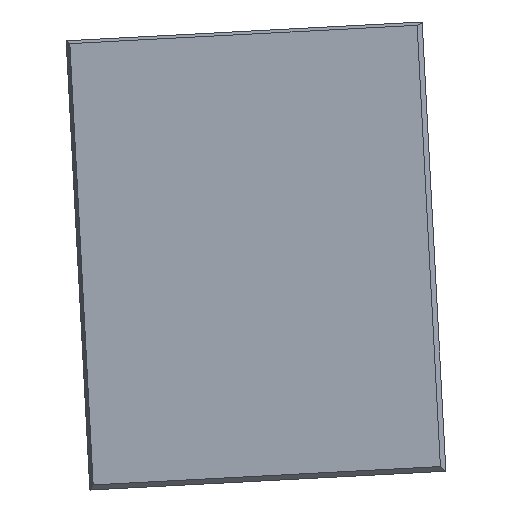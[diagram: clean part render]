
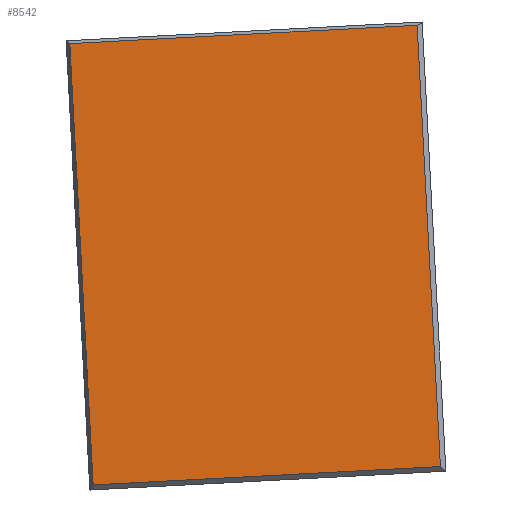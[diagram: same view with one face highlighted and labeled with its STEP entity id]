
A CAD part, left-side view. The second image highlights one B-rep face of the part: STEP entity #8542.
In plain terms, the highlighted planar face has unit normal (-1, 0, 0).
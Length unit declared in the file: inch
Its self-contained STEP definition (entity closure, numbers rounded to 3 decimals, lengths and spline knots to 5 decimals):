
#372 = FACE_OUTER_BOUND ( 'NONE', #6516, .T. ) ;
#865 = ORIENTED_EDGE ( 'NONE', *, *, #7115, .T. ) ;
#904 = DIRECTION ( 'NONE',  ( 0., 0.999, -0.053 ) ) ;
#1359 = EDGE_CURVE ( 'NONE', #14917, #1387, #10526, .T. ) ;
#1387 = VERTEX_POINT ( 'NONE', #13030 ) ;
#1478 = CARTESIAN_POINT ( 'NONE',  ( -0.78894, 0.28042, 2.17561 ) ) ;
#1651 = VECTOR ( 'NONE', #10840, 39.37008 ) ;
#2324 = CARTESIAN_POINT ( 'NONE',  ( -0.78894, 0.38708, 3.81366 ) ) ;
#2714 = DIRECTION ( 'NONE',  ( 0., -0.999, 0.053 ) ) ;
#3137 = DIRECTION ( 'NONE',  ( 0., 0.053, 0.999 ) ) ;
#3612 = VERTEX_POINT ( 'NONE', #8059 ) ;
#4636 = DIRECTION ( 'NONE',  ( 0., 0.053, 0.999 ) ) ;
#4715 = ORIENTED_EDGE ( 'NONE', *, *, #16403, .T. ) ;
#5004 = AXIS2_PLACEMENT_3D ( 'NONE', #15794, #5491, #3137 ) ;
#5491 = DIRECTION ( 'NONE',  ( -1., 0., 0. ) ) ;
#6147 = VERTEX_POINT ( 'NONE', #7783 ) ;
#6516 = EDGE_LOOP ( 'NONE', ( #9129, #10188, #4715, #865 ) ) ;
#7006 = EDGE_CURVE ( 'NONE', #3612, #14917, #11928, .T. ) ;
#7115 = EDGE_CURVE ( 'NONE', #6147, #3612, #16340, .T. ) ;
#7757 = CARTESIAN_POINT ( 'NONE',  ( -0.78894, -0.36705, 2.2098 ) ) ;
#7783 = CARTESIAN_POINT ( 'NONE',  ( -0.78894, -0.9231, 3.88284 ) ) ;
#8059 = CARTESIAN_POINT ( 'NONE',  ( -0.78894, 0.36697, 3.81472 ) ) ;
#8542 = ADVANCED_FACE ( 'NONE', ( #372 ), #10696, .T. ) ;
#8667 = LINE ( 'NONE', #14938, #10365 ) ;
#8881 = VECTOR ( 'NONE', #904, 39.37008 ) ;
#9129 = ORIENTED_EDGE ( 'NONE', *, *, #7006, .T. ) ;
#10188 = ORIENTED_EDGE ( 'NONE', *, *, #1359, .T. ) ;
#10365 = VECTOR ( 'NONE', #4636, 39.37008 ) ;
#10526 = LINE ( 'NONE', #7757, #12559 ) ;
#10696 = PLANE ( 'NONE',  #5004 ) ;
#10840 = DIRECTION ( 'NONE',  ( 0., -0.053, -0.999 ) ) ;
#11854 = CARTESIAN_POINT ( 'NONE',  ( -0.78894, 0.2791, 2.15065 ) ) ;
#11928 = LINE ( 'NONE', #11854, #1651 ) ;
#12559 = VECTOR ( 'NONE', #2714, 39.37008 ) ;
#13030 = CARTESIAN_POINT ( 'NONE',  ( -0.78894, -1.00965, 2.24373 ) ) ;
#14917 = VERTEX_POINT ( 'NONE', #1478 ) ;
#14938 = CARTESIAN_POINT ( 'NONE',  ( -0.78894, -0.96652, 3.0606 ) ) ;
#15794 = CARTESIAN_POINT ( 'NONE',  ( -0.78894, -0.32391, 3.02666 ) ) ;
#16340 = LINE ( 'NONE', #2324, #8881 ) ;
#16403 = EDGE_CURVE ( 'NONE', #1387, #6147, #8667, .T. ) ;
